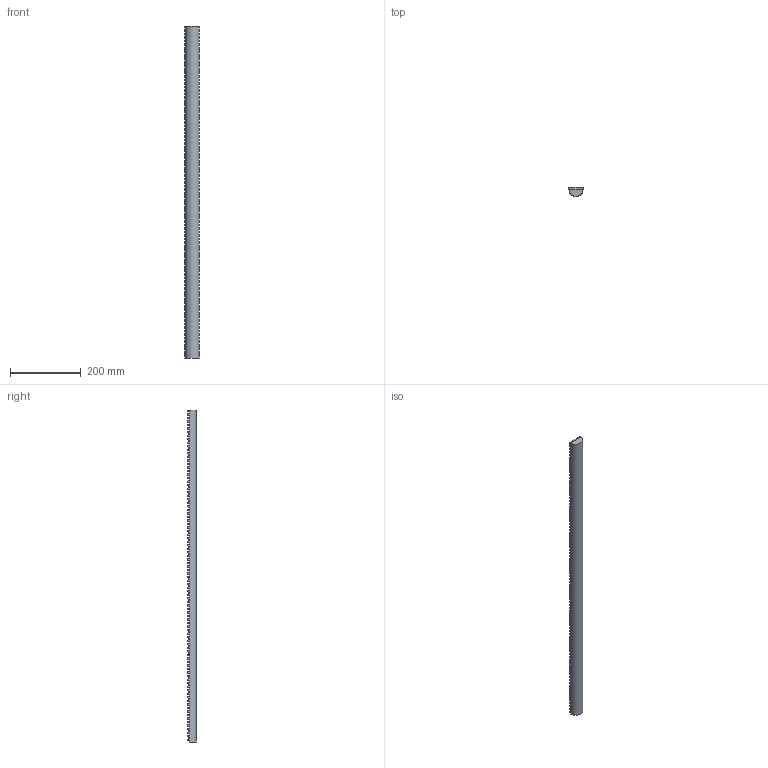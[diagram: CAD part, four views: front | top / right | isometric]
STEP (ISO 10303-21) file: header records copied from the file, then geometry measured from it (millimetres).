
FILE_DESCRIPTION (( 'STEP AP203' ), '1' );
FILE_NAME ('Rack_Default_sldprt.STEP', '2023-03-30T07:40:22', ( '' ), ( '' ), 'SwSTEP 2.0', 'SolidWorks 2021', '' );
FILE_SCHEMA (( 'CONFIG_CONTROL_DESIGN' ));
Length unit declared in the file: millimetre
Products named in the file (1): Rack_Default_sldprt
Bounding box: 40 x 25 x 938.93 mm (x, y, z)
Volume: 674056.7 mm3; surface area: 132427.6 mm2
Topology: 1 solids, 1 shells, 567 faces, 1319 edges, 754 vertices
Faces by surface type: plane 378, bspline 188, cylinder 1
Entity records: 15740 total; most frequent: CARTESIAN_POINT 4333, ORIENTED_EDGE 2638, DIRECTION 1705, EDGE_CURVE 1319, VECTOR 941, LINE 941, VERTEX_POINT 754, FACE_OUTER_BOUND 567
